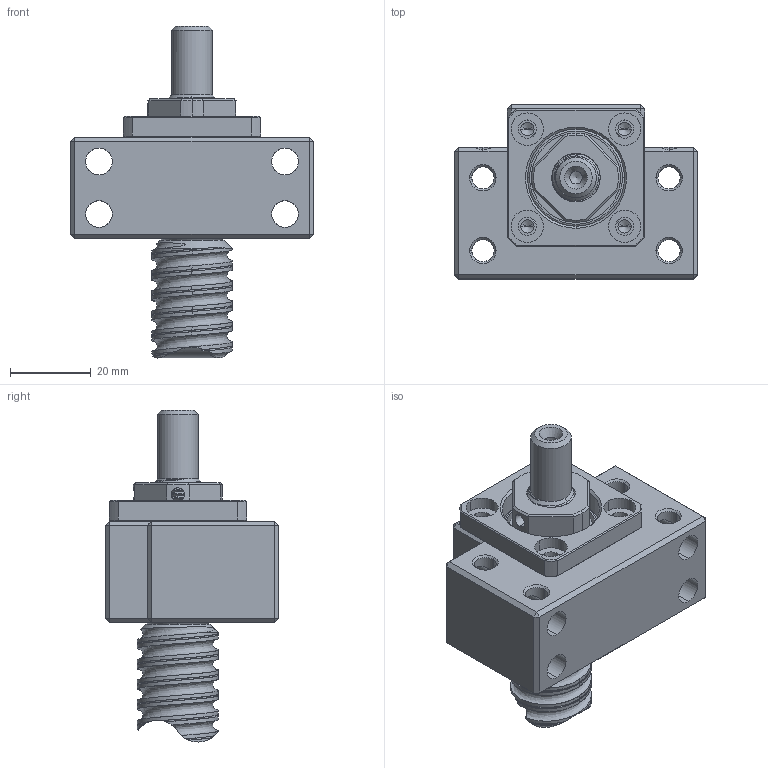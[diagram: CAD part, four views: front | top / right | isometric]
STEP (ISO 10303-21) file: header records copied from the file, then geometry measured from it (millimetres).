
FILE_DESCRIPTION(('HOOPS Exchange Step'),'2;1');
FILE_NAME('export-C3A8B432-FEB8-4BA0-8291-8F5E6BA9E4C6.stp','2021-05-11T15:02:14+02:00',('Engineering'),('Alibre'),'HOOPS Exchange 2020.1','Alibre','Unknown authorisation');
FILE_SCHEMA( ('AP242_MANAGED_MODEL_BASED_3D_ENGINEERING_MIM_LF {1 0 10303 442 1 1 4 }') );
Length unit declared in the file: millimetre
Products named in the file (38): 3895-27 BK12 Fixed Ballscrew Support (C3 quality); 3895-15 BK12 Fixed Ballscrew Support (C3 quality); 3895-10 BK12 Fixed Ballscrew Support (C3 quality); 3895-32 BK12 Fixed Ballscrew Support (C3 quality); 3895-35 BK12 Fixed Ballscrew Support (C3 quality); 3895-33 BK12 Fixed Ballscrew Support (C3 quality); 3895-22 BK12 Fixed Ballscrew Support (C3 quality); 3895-30 BK12 Fixed Ballscrew Support (C3 quality); 3895-21 BK12 Fixed Ballscrew Support (C3 quality); 3895-20 BK12 Fixed Ballscrew Support (C3 quality); 3895-5 BK12 Fixed Ballscrew Support (C3 quality); 3895-13 BK12 Fixed Ballscrew Support (C3 quality); 3895-31 BK12 Fixed Ballscrew Support (C3 quality); 3895-16 BK12 Fixed Ballscrew Support (C3 quality); 3895-34 BK12 Fixed Ballscrew Support (C3 quality); 3895-26 BK12 Fixed Ballscrew Support (C3 quality); 3895-18 BK12 Fixed Ballscrew Support (C3 quality); 3895-2 BK12 Fixed Ballscrew Support (C3 quality); 3895-12 BK12 Fixed Ballscrew Support (C3 quality); 3895-23 BK12 Fixed Ballscrew Support (C3 quality); 3895-29 BK12 Fixed Ballscrew Support (C3 quality); 3895-25 BK12 Fixed Ballscrew Support (C3 quality); 3895-19 BK12 Fixed Ballscrew Support (C3 quality); 3895-1 BK12 Fixed Ballscrew Support (C3 quality); 3895-4 BK12 Fixed Ballscrew Support (C3 quality); 3895-9 BK12 Fixed Ballscrew Support (C3 quality); 3895-6 BK12 Fixed Ballscrew Support (C3 quality); 3895-8 BK12 Fixed Ballscrew Support (C3 quality); 3895-7 BK12 Fixed Ballscrew Support (C3 quality); 3895-11 BK12 Fixed Ballscrew Support (C3 quality); 3895-28 BK12 Fixed Ballscrew Support (C3 quality); 3895-24 BK12 Fixed Ballscrew Support (C3 quality); 3895-3 BK12 Fixed Ballscrew Support (C3 quality); 3895-14 BK12 Fixed Ballscrew Support (C3 quality); 3895-17 BK12 Fixed Ballscrew Support (C3 quality); 3895 BK12 Fixed Ballscrew Support (C3 quality); 8112 BK-FK 12 Ballscrew End Machining Fixed side; BK12 test assembly
Assembly tree (37 placements, depth 3):
  BK12 test assembly
    3895 BK12 Fixed Ballscrew Support (C3 quality)
      3895-27 BK12 Fixed Ballscrew Support (C3 quality)
      3895-15 BK12 Fixed Ballscrew Support (C3 quality)
      3895-10 BK12 Fixed Ballscrew Support (C3 quality)
      3895-32 BK12 Fixed Ballscrew Support (C3 quality)
      3895-35 BK12 Fixed Ballscrew Support (C3 quality)
      3895-33 BK12 Fixed Ballscrew Support (C3 quality)
      3895-22 BK12 Fixed Ballscrew Support (C3 quality)
      3895-30 BK12 Fixed Ballscrew Support (C3 quality)
      3895-21 BK12 Fixed Ballscrew Support (C3 quality)
      3895-20 BK12 Fixed Ballscrew Support (C3 quality)
      3895-5 BK12 Fixed Ballscrew Support (C3 quality)
      3895-13 BK12 Fixed Ballscrew Support (C3 quality)
      3895-31 BK12 Fixed Ballscrew Support (C3 quality)
      3895-16 BK12 Fixed Ballscrew Support (C3 quality)
      3895-34 BK12 Fixed Ballscrew Support (C3 quality)
      3895-26 BK12 Fixed Ballscrew Support (C3 quality)
      3895-18 BK12 Fixed Ballscrew Support (C3 quality)
      3895-2 BK12 Fixed Ballscrew Support (C3 quality)
      3895-12 BK12 Fixed Ballscrew Support (C3 quality)
      3895-23 BK12 Fixed Ballscrew Support (C3 quality)
      3895-29 BK12 Fixed Ballscrew Support (C3 quality)
      3895-25 BK12 Fixed Ballscrew Support (C3 quality)
      3895-19 BK12 Fixed Ballscrew Support (C3 quality)
      3895-1 BK12 Fixed Ballscrew Support (C3 quality)
      3895-4 BK12 Fixed Ballscrew Support (C3 quality)
      3895-9 BK12 Fixed Ballscrew Support (C3 quality)
      3895-6 BK12 Fixed Ballscrew Support (C3 quality)
      3895-8 BK12 Fixed Ballscrew Support (C3 quality)
      3895-7 BK12 Fixed Ballscrew Support (C3 quality)
      3895-11 BK12 Fixed Ballscrew Support (C3 quality)
      3895-28 BK12 Fixed Ballscrew Support (C3 quality)
      3895-24 BK12 Fixed Ballscrew Support (C3 quality)
      3895-3 BK12 Fixed Ballscrew Support (C3 quality)
      3895-14 BK12 Fixed Ballscrew Support (C3 quality)
      3895-17 BK12 Fixed Ballscrew Support (C3 quality)
    8112 BK-FK 12 Ballscrew End Machining Fixed side
Bounding box: 60 x 43 x 82.05 mm (x, y, z)
Volume: 48233.5 mm3; surface area: 33491.4 mm2
Topology: 35 solids, 70 shells, 631 faces, 1665 edges, 932 vertices
Faces by surface type: cylinder 178, torus 138, plane 106, sphere 92, cone 85, bspline 32
Full cylindrical faces by diameter (mm): 3.15 x1, 9.9 x1, 10 x1, 12 x1, 20 x8
Entity records: 51677 total; most frequent: CARTESIAN_POINT 36382, DIRECTION 3292, ORIENTED_EDGE 2754, EDGE_CURVE 1472, AXIS2_PLACEMENT_3D 1456, VERTEX_POINT 932, CIRCLE 736, EDGE_LOOP 696
